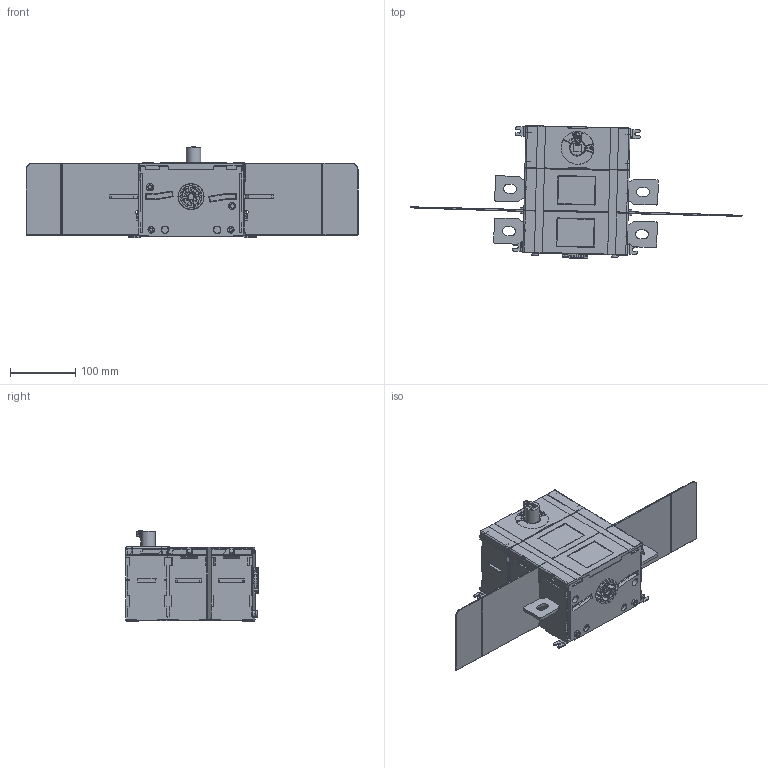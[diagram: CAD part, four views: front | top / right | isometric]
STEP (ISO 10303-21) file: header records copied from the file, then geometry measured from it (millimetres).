
FILE_DESCRIPTION((''),'2;1');
FILE_NAME('OT600U02_IGS','2018-08-10T',('FIALBJO'),(''),'CREO PARAMETRIC BY PTC INC, 2017480','CREO PARAMETRIC BY PTC INC, 2017480','');
FILE_SCHEMA(('AUTOMOTIVE_DESIGN { 1 0 10303 214 1 1 1 1 }'));
Products named in the file (1): OT600U02_IGS
Bounding box: 509.17 x 203.68 x 140 mm (x, y, z)
Volume: 3584908 mm3; surface area: 276951.9 mm2
Topology: 1 solids, 17 shells, 2643 faces, 7345 edges, 4748 vertices
Faces by surface type: plane 1546, cylinder 734, torus 195, bspline 84, cone 50, sphere 30, extrusion 4
Entity records: 104585 total; most frequent: CARTESIAN_POINT 37675, ORIENTED_EDGE 14638, DIRECTION 12931, EDGE_CURVE 7319, VECTOR 4819, LINE 4815, VERTEX_POINT 4748, AXIS2_PLACEMENT_3D 4056
